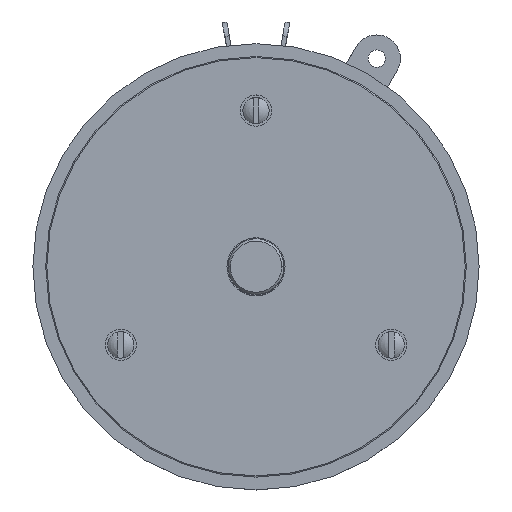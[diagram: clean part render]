
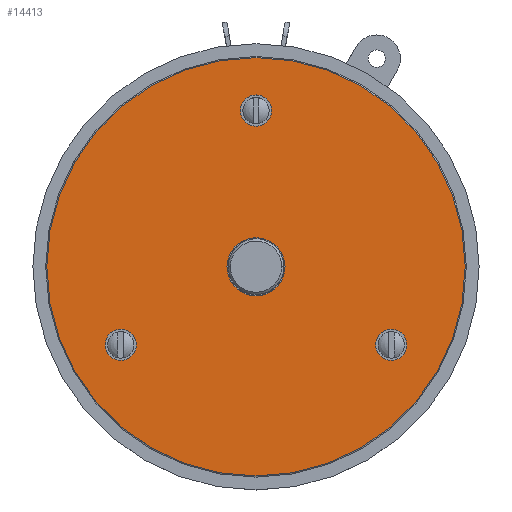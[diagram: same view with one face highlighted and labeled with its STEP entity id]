
A CAD part, top view. The second image highlights one B-rep face of the part: STEP entity #14413.
In plain terms, the highlighted planar face has unit normal (0, 0, 1).
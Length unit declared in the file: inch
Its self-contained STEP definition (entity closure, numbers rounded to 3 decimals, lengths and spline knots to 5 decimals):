
#39=CARTESIAN_POINT('',(0.,0.00037,2.192));
#40=DIRECTION('',(0.,0.,1.));
#41=DIRECTION('',(0.866,-0.5,0.));
#42=AXIS2_PLACEMENT_3D('',#39,#40,#41);
#44=CARTESIAN_POINT('',(0.,0.00037,2.192));
#45=DIRECTION('',(0.,0.,1.));
#46=DIRECTION('',(-0.866,0.5,0.));
#47=AXIS2_PLACEMENT_3D('',#44,#45,#46);
#49=CARTESIAN_POINT('',(0.60622,-0.34963,2.192));
#50=DIRECTION('',(0.,0.,1.));
#51=DIRECTION('',(0.866,-0.5,0.));
#52=AXIS2_PLACEMENT_3D('',#49,#50,#51);
#54=CARTESIAN_POINT('',(0.60622,-0.34963,2.192));
#55=DIRECTION('',(0.,0.,1.));
#56=DIRECTION('',(-0.866,0.5,0.));
#57=AXIS2_PLACEMENT_3D('',#54,#55,#56);
#59=CARTESIAN_POINT('',(0.,0.70037,2.192));
#60=DIRECTION('',(0.,0.,1.));
#61=DIRECTION('',(0.,1.,0.));
#62=AXIS2_PLACEMENT_3D('',#59,#60,#61);
#64=CARTESIAN_POINT('',(0.,0.70037,2.192));
#65=DIRECTION('',(0.,0.,1.));
#66=DIRECTION('',(0.,-1.,0.));
#67=AXIS2_PLACEMENT_3D('',#64,#65,#66);
#69=CARTESIAN_POINT('',(-0.60622,-0.34963,
2.192));
#70=DIRECTION('',(0.,0.,1.));
#71=DIRECTION('',(-0.866,-0.5,0.));
#72=AXIS2_PLACEMENT_3D('',#69,#70,#71);
#74=CARTESIAN_POINT('',(-0.60622,-0.34963,
2.192));
#75=DIRECTION('',(0.,0.,1.));
#76=DIRECTION('',(0.866,0.5,0.));
#77=AXIS2_PLACEMENT_3D('',#74,#75,#76);
#88=CARTESIAN_POINT('',(0.,0.00037,2.192));
#89=DIRECTION('',(0.,0.,-1.));
#90=DIRECTION('',(0.866,-0.5,0.));
#91=AXIS2_PLACEMENT_3D('',#88,#89,#90);
#13259=CARTESIAN_POINT('',(0.,0.00037,2.192));
#13260=DIRECTION('',(0.,0.,1.));
#13261=DIRECTION('',(0.866,-0.5,0.));
#13262=AXIS2_PLACEMENT_3D('',#13259,#13260,#13261);
#14136=CARTESIAN_POINT('',(0.81181,-0.46833,
2.192));
#14137=CARTESIAN_POINT('',(-0.81181,0.46907,
2.192));
#14138=VERTEX_POINT('',#14136);
#14139=VERTEX_POINT('',#14137);
#14156=CARTESIAN_POINT('',(0.11258,-0.06463,
2.192));
#14157=CARTESIAN_POINT('',(-0.11258,0.06537,
2.192));
#14158=VERTEX_POINT('',#14156);
#14159=VERTEX_POINT('',#14157);
#14164=CARTESIAN_POINT('',(0.66684,-0.38463,
2.192));
#14165=CARTESIAN_POINT('',(0.5456,-0.31463,
2.192));
#14166=VERTEX_POINT('',#14164);
#14167=VERTEX_POINT('',#14165);
#14172=CARTESIAN_POINT('',(0.,0.77037,2.192));
#14173=CARTESIAN_POINT('',(0.,0.63037,2.192));
#14174=VERTEX_POINT('',#14172);
#14175=VERTEX_POINT('',#14173);
#14180=CARTESIAN_POINT('',(-0.66684,-0.38463,
2.192));
#14181=CARTESIAN_POINT('',(-0.5456,-0.31463,
2.192));
#14182=VERTEX_POINT('',#14180);
#14183=VERTEX_POINT('',#14181);
#14379=CARTESIAN_POINT('',(0.,0.00037,2.192));
#14380=DIRECTION('',(0.,0.,1.));
#14381=DIRECTION('',(-0.866,0.5,0.));
#14382=AXIS2_PLACEMENT_3D('',#14379,#14380,#14381);
#14383=PLANE('',#14382);
#14385=ORIENTED_EDGE('',*,*,#14384,.T.);
#14387=ORIENTED_EDGE('',*,*,#14386,.F.);
#14388=EDGE_LOOP('',(#14385,#14387));
#14389=FACE_OUTER_BOUND('',#14388,.F.);
#14391=ORIENTED_EDGE('',*,*,#14390,.T.);
#14393=ORIENTED_EDGE('',*,*,#14392,.T.);
#14394=EDGE_LOOP('',(#14391,#14393));
#14395=FACE_BOUND('',#14394,.F.);
#14397=ORIENTED_EDGE('',*,*,#14396,.T.);
#14399=ORIENTED_EDGE('',*,*,#14398,.T.);
#14400=EDGE_LOOP('',(#14397,#14399));
#14401=FACE_BOUND('',#14400,.F.);
#14403=ORIENTED_EDGE('',*,*,#14402,.T.);
#14405=ORIENTED_EDGE('',*,*,#14404,.T.);
#14406=EDGE_LOOP('',(#14403,#14405));
#14407=FACE_BOUND('',#14406,.F.);
#14408=ORIENTED_EDGE('',*,*,#14369,.T.);
#14410=ORIENTED_EDGE('',*,*,#14409,.T.);
#14411=EDGE_LOOP('',(#14408,#14410));
#14412=FACE_BOUND('',#14411,.F.);
#14413=ADVANCED_FACE('',(#14389,#14395,#14401,#14407,#14412),#14383,.T.);
#43=CIRCLE('',#42,0.13);
#48=CIRCLE('',#47,0.13);
#53=CIRCLE('',#52,0.07);
#58=CIRCLE('',#57,0.07);
#63=CIRCLE('',#62,0.07);
#68=CIRCLE('',#67,0.07);
#73=CIRCLE('',#72,0.07);
#78=CIRCLE('',#77,0.07);
#92=CIRCLE('',#91,0.9374);
#13263=CIRCLE('',#13262,0.9374);
#14369=EDGE_CURVE('',#14182,#14183,#73,.T.);
#14384=EDGE_CURVE('',#14138,#14139,#92,.T.);
#14386=EDGE_CURVE('',#14138,#14139,#13263,.T.);
#14390=EDGE_CURVE('',#14158,#14159,#43,.T.);
#14392=EDGE_CURVE('',#14159,#14158,#48,.T.);
#14396=EDGE_CURVE('',#14166,#14167,#53,.T.);
#14398=EDGE_CURVE('',#14167,#14166,#58,.T.);
#14402=EDGE_CURVE('',#14174,#14175,#63,.T.);
#14404=EDGE_CURVE('',#14175,#14174,#68,.T.);
#14409=EDGE_CURVE('',#14183,#14182,#78,.T.);
